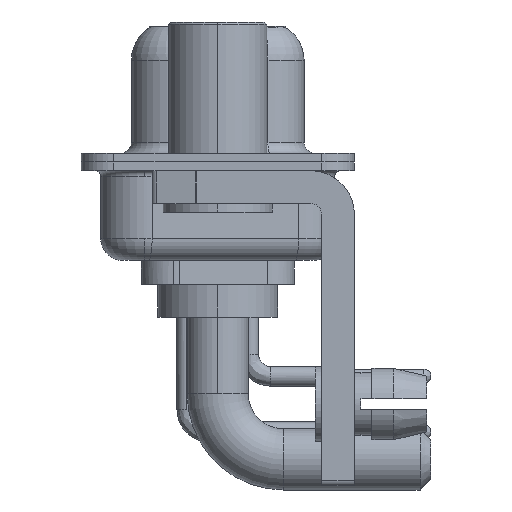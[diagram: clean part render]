
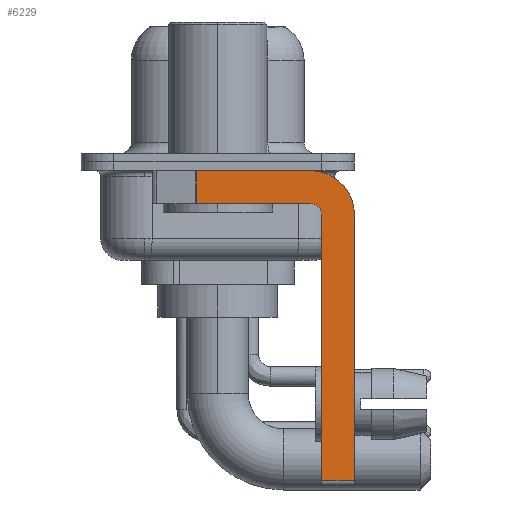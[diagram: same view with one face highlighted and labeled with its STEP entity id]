
A CAD part, left-side view. The second image highlights one B-rep face of the part: STEP entity #6229.
In plain terms, the highlighted planar face has unit normal (-1, 0, 0).
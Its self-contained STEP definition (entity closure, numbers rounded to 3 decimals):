
#86 = LINE ( 'NONE', #205, #15769 ) ;
#91 = EDGE_CURVE ( 'NONE', #17522, #2456, #8055, .T. ) ;
#205 = CARTESIAN_POINT ( 'NONE',  ( -2.9, 3., -0.4 ) ) ;
#277 = CARTESIAN_POINT ( 'NONE',  ( -2.9, -4.25, -1.9 ) ) ;
#519 = DIRECTION ( 'NONE',  ( 0., 0., -1. ) ) ;
#1039 = AXIS2_PLACEMENT_3D ( 'NONE', #1600, #12833, #10992 ) ;
#1600 = CARTESIAN_POINT ( 'NONE',  ( -2.9, -4.25, -2.4 ) ) ;
#1788 = VERTEX_POINT ( 'NONE', #8269 ) ;
#1862 = VECTOR ( 'NONE', #4394, 1000. ) ;
#2007 = ORIENTED_EDGE ( 'NONE', *, *, #4773, .T. ) ;
#2204 = CARTESIAN_POINT ( 'NONE',  ( -2.9, -4.25, -2.4 ) ) ;
#2456 = VERTEX_POINT ( 'NONE', #20676 ) ;
#3899 = CARTESIAN_POINT ( 'NONE',  ( -2.9, -4.75, -2.4 ) ) ;
#4139 = EDGE_CURVE ( 'NONE', #20923, #14425, #86, .T. ) ;
#4394 = DIRECTION ( 'NONE',  ( 0., -1., 0. ) ) ;
#4773 = EDGE_CURVE ( 'NONE', #20923, #1788, #20512, .T. ) ;
#4880 = LINE ( 'NONE', #19676, #1862 ) ;
#5582 = EDGE_CURVE ( 'NONE', #22271, #1788, #22708, .T. ) ;
#6153 = FACE_OUTER_BOUND ( 'NONE', #15272, .T. ) ;
#6229 = ADVANCED_FACE ( 'NONE', ( #6153 ), #11590, .F. ) ;
#6280 = AXIS2_PLACEMENT_3D ( 'NONE', #2204, #13676, #21187 ) ;
#6358 = CARTESIAN_POINT ( 'NONE',  ( -2.9, -4.75, -14.55 ) ) ;
#6408 = CARTESIAN_POINT ( 'NONE',  ( -2.9, -4.25, -0.4 ) ) ;
#6540 = ORIENTED_EDGE ( 'NONE', *, *, #4139, .F. ) ;
#6574 = VERTEX_POINT ( 'NONE', #3899 ) ;
#6785 = ORIENTED_EDGE ( 'NONE', *, *, #17952, .F. ) ;
#7739 = LINE ( 'NONE', #24263, #9894 ) ;
#7947 = ORIENTED_EDGE ( 'NONE', *, *, #5582, .F. ) ;
#8055 = LINE ( 'NONE', #12008, #20147 ) ;
#8269 = CARTESIAN_POINT ( 'NONE',  ( -2.9, 0.978, -1.9 ) ) ;
#8395 = ORIENTED_EDGE ( 'NONE', *, *, #8819, .F. ) ;
#8540 = CIRCLE ( 'NONE', #1039, 0.5 ) ;
#8819 = EDGE_CURVE ( 'NONE', #21757, #6574, #7739, .T. ) ;
#9013 = VECTOR ( 'NONE', #18769, 1000. ) ;
#9728 = CIRCLE ( 'NONE', #10528, 2. ) ;
#9894 = VECTOR ( 'NONE', #20926, 1000. ) ;
#10528 = AXIS2_PLACEMENT_3D ( 'NONE', #20459, #18743, #22326 ) ;
#10580 = VECTOR ( 'NONE', #18793, 1000. ) ;
#10992 = DIRECTION ( 'NONE',  ( 0., 0., 1. ) ) ;
#11283 = CARTESIAN_POINT ( 'NONE',  ( -2.9, 0.978, -1.9 ) ) ;
#11590 = PLANE ( 'NONE',  #6280 ) ;
#12008 = CARTESIAN_POINT ( 'NONE',  ( -2.9, -6.25, -2.4 ) ) ;
#12833 = DIRECTION ( 'NONE',  ( -1., 0., 0. ) ) ;
#13676 = DIRECTION ( 'NONE',  ( 1., 0., 0. ) ) ;
#14425 = VERTEX_POINT ( 'NONE', #6408 ) ;
#14945 = ORIENTED_EDGE ( 'NONE', *, *, #91, .F. ) ;
#15272 = EDGE_LOOP ( 'NONE', ( #6540, #2007, #7947, #18330, #8395, #20395, #14945, #6785 ) ) ;
#15769 = VECTOR ( 'NONE', #22424, 1000. ) ;
#17522 = VERTEX_POINT ( 'NONE', #18411 ) ;
#17914 = EDGE_CURVE ( 'NONE', #6574, #22271, #8540, .T. ) ;
#17952 = EDGE_CURVE ( 'NONE', #14425, #17522, #9728, .T. ) ;
#18330 = ORIENTED_EDGE ( 'NONE', *, *, #17914, .F. ) ;
#18411 = CARTESIAN_POINT ( 'NONE',  ( -2.9, -6.25, -2.4 ) ) ;
#18462 = EDGE_CURVE ( 'NONE', #21757, #2456, #4880, .T. ) ;
#18743 = DIRECTION ( 'NONE',  ( 1., 0., 0. ) ) ;
#18769 = DIRECTION ( 'NONE',  ( 0., 1., 0. ) ) ;
#18793 = DIRECTION ( 'NONE',  ( 0., 0., -1. ) ) ;
#19676 = CARTESIAN_POINT ( 'NONE',  ( -2.9, -4.25, -14.55 ) ) ;
#20147 = VECTOR ( 'NONE', #519, 1000. ) ;
#20395 = ORIENTED_EDGE ( 'NONE', *, *, #18462, .T. ) ;
#20459 = CARTESIAN_POINT ( 'NONE',  ( -2.9, -4.25, -2.4 ) ) ;
#20512 = LINE ( 'NONE', #11283, #10580 ) ;
#20676 = CARTESIAN_POINT ( 'NONE',  ( -2.9, -6.25, -14.55 ) ) ;
#20849 = CARTESIAN_POINT ( 'NONE',  ( -2.9, -4.25, -1.9 ) ) ;
#20923 = VERTEX_POINT ( 'NONE', #21328 ) ;
#20926 = DIRECTION ( 'NONE',  ( 0., 0., 1. ) ) ;
#21187 = DIRECTION ( 'NONE',  ( 0., 0., -1. ) ) ;
#21328 = CARTESIAN_POINT ( 'NONE',  ( -2.9, 0.978, -0.4 ) ) ;
#21757 = VERTEX_POINT ( 'NONE', #6358 ) ;
#22271 = VERTEX_POINT ( 'NONE', #277 ) ;
#22326 = DIRECTION ( 'NONE',  ( 0., 0., -1. ) ) ;
#22424 = DIRECTION ( 'NONE',  ( 0., -1., 0. ) ) ;
#22708 = LINE ( 'NONE', #20849, #9013 ) ;
#24263 = CARTESIAN_POINT ( 'NONE',  ( -2.9, -4.75, -14.8 ) ) ;
